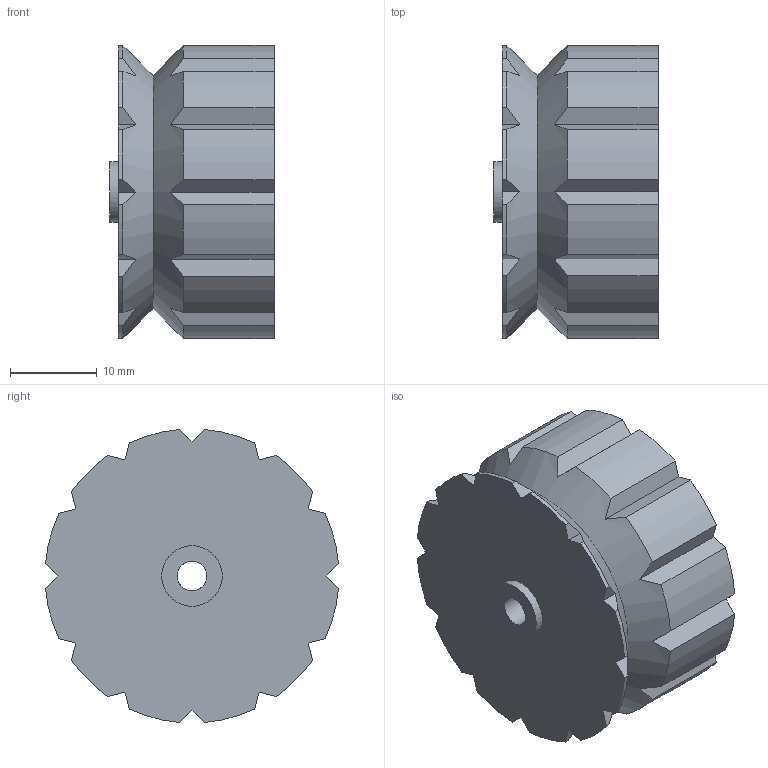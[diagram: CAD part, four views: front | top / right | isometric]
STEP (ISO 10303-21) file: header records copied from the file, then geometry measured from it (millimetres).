
FILE_DESCRIPTION(/* description */ (''),/* implementation_level */ '2;1');
FILE_NAME(/* name */ 'IdleWheel.step',/* time_stamp */ '2023-09-03T21:18:38-07:00',/* author */ (''),/* organization */ (''),/* preprocessor_version */ 'ST-DEVELOPER v20',/* originating_system */ 'Autodesk Translation Framework v12.9.0.99',/* authorisation */ '');
FILE_SCHEMA (('AUTOMOTIVE_DESIGN { 1 0 10303 214 3 1 1 }'));
Length unit declared in the file: millimetre
Products named in the file (1): IdleWheel
Bounding box: 19 x 33.88 x 33.88 mm (x, y, z)
Volume: 11121 mm3; surface area: 6530.7 mm2
Topology: 1 solids, 1 shells, 164 faces, 436 edges, 283 vertices
Faces by surface type: plane 103, cylinder 43, cone 18
Full cylindrical faces by diameter (mm): 3.4 x1, 5.5 x1, 7 x1
Entity records: 5006 total; most frequent: CARTESIAN_POINT 1076, ORIENTED_EDGE 872, DIRECTION 772, EDGE_CURVE 436, VERTEX_POINT 283, AXIS2_PLACEMENT_3D 267, LINE 238, VECTOR 238
